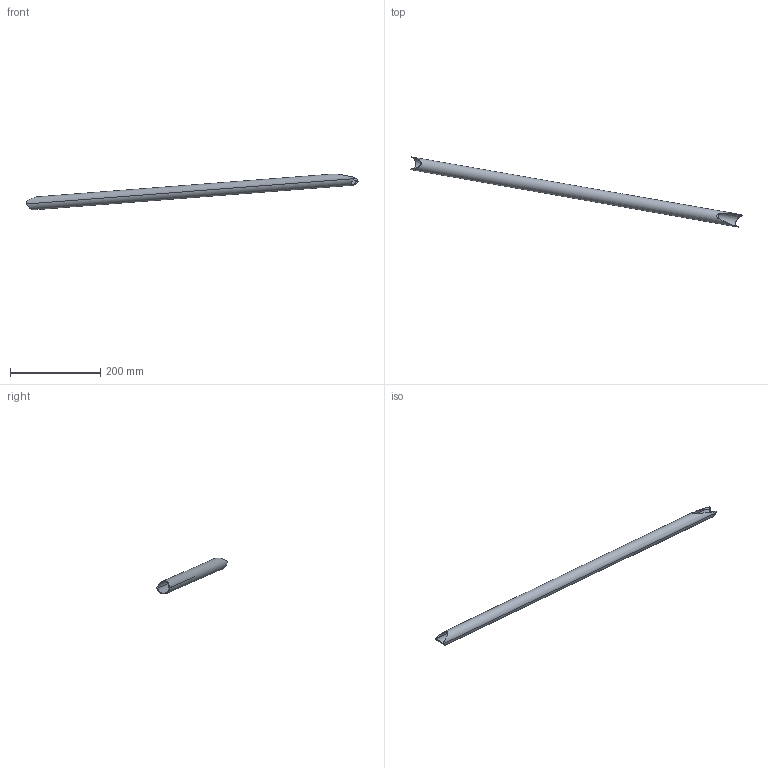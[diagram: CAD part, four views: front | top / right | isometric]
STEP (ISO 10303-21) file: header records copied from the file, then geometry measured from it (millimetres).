
FILE_DESCRIPTION(('CATIA V5 STEP Exchange'),'2;1');
FILE_NAME('28.stp','2021-12-07T15:35:39+00:00',('none'),('none'),'CATIA Version 5 Release 19 SP 2 (IN-10)','CATIA V5 STEP AP203','none');
FILE_SCHEMA(('CONFIG_CONTROL_DESIGN'));
Length unit declared in the file: millimetre
Products named in the file (1): Shape_043
Bounding box: 735.43 x 155.24 x 79.44 mm (x, y, z)
Volume: 89057.6 mm3; surface area: 119313.7 mm2
Topology: 1 solids, 1 shells, 12 faces, 36 edges, 24 vertices
Faces by surface type: cylinder 12
Entity records: 781 total; most frequent: CARTESIAN_POINT 464, ORIENTED_EDGE 72, EDGE_CURVE 36, DIRECTION 32, B_SPLINE_CURVE_WITH_KNOTS 28, VERTEX_POINT 24, AXIS2_PLACEMENT_3D 13, ADVANCED_FACE 12
